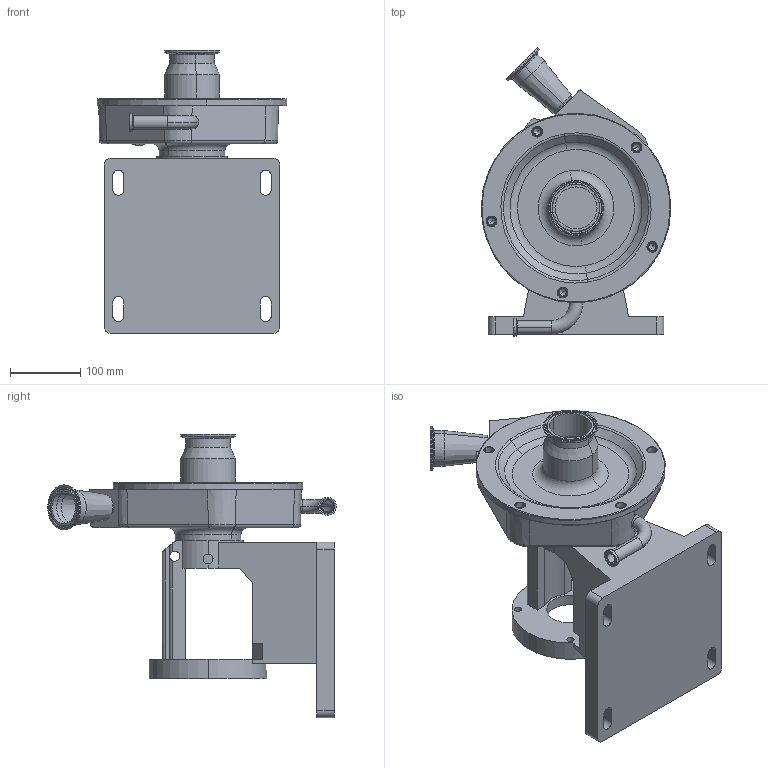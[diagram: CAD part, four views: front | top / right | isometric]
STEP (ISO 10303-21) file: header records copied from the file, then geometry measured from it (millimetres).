
FILE_DESCRIPTION (( 'STEP AP214' ), '1' );
FILE_NAME ('FP 1741 140TC 45L 3-4 IN ELBOW LEFT DRAIN.STEP', '2023-02-13T20:33:23', ( '' ), ( '' ), 'SwSTEP 2.0', 'SolidWorks 2021', '' );
FILE_SCHEMA (( 'AUTOMOTIVE_DESIGN' ));
Length unit declared in the file: millimetre
Products named in the file (1): FP 1741 140TC 45L 3-4 IN ELBOW LEFT DRAIN
Bounding box: 269.96 x 411.06 x 403.5 mm (x, y, z)
Volume: 6720151.4 mm3; surface area: 677120.2 mm2
Topology: 1 solids, 1 shells, 418 faces, 1007 edges, 607 vertices
Faces by surface type: cylinder 156, plane 101, cone 88, torus 69, sphere 3, bspline 1
Entity records: 13092 total; most frequent: CARTESIAN_POINT 3002, DIRECTION 2313, ORIENTED_EDGE 1994, EDGE_CURVE 997, AXIS2_PLACEMENT_3D 940, VERTEX_POINT 607, CIRCLE 522, EDGE_LOOP 472
